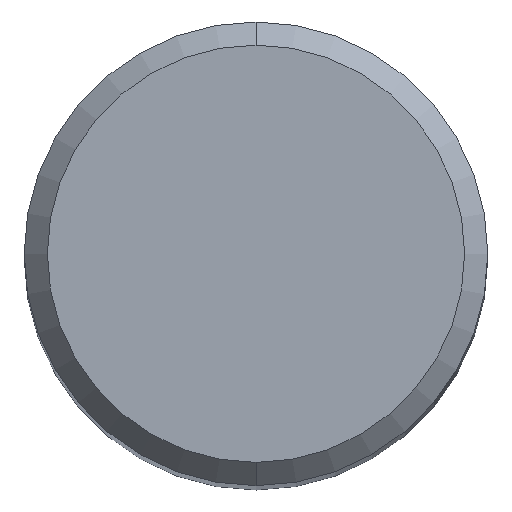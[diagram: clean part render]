
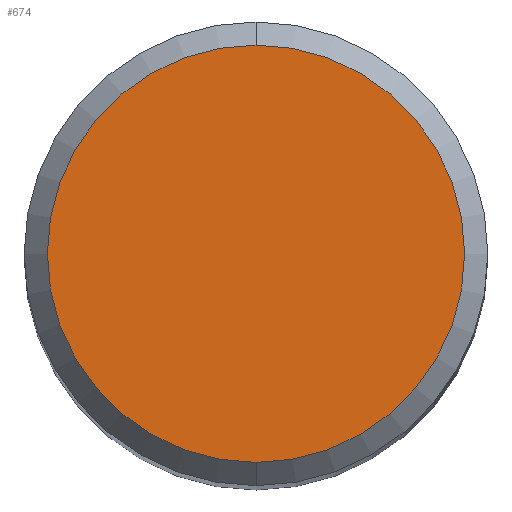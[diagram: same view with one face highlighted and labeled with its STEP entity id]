
A CAD part, top view. The second image highlights one B-rep face of the part: STEP entity #674.
In plain terms, the highlighted planar face has unit normal (0, 0, 1).
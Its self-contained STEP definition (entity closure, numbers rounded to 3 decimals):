
#396=VERTEX_POINT('',#986);
#398=EDGE_CURVE('',#740,#396,#988,.T.);
#674=ADVANCED_FACE('',(#1294),#1295,.T.);
#740=VERTEX_POINT('',#1367);
#798=EDGE_CURVE('',#396,#740,#1433,.T.);
#986=CARTESIAN_POINT('',(0.0,5.4,0.0));
#988=CIRCLE('',#1971,5.4);
#1294=FACE_OUTER_BOUND('',#5632,.T.);
#1295=PLANE('',#5633);
#1367=CARTESIAN_POINT('',(0.,-5.4,0.0));
#1433=CIRCLE('',#8520,5.4);
#1971=AXIS2_PLACEMENT_3D('',#8997,#8998,#8999);
#5632=EDGE_LOOP('',(#9363,#9364));
#5633=AXIS2_PLACEMENT_3D('',#9365,#9366,#9367);
#8520=AXIS2_PLACEMENT_3D('',#9515,#9516,#9517);
#8997=CARTESIAN_POINT('',(0.0,0.0,0.0));
#8998=DIRECTION('',(0.0,0.0,-1.0));
#8999=DIRECTION('',(0.0,1.0,0.0));
#9363=ORIENTED_EDGE('',*,*,#798,.F.);
#9364=ORIENTED_EDGE('',*,*,#398,.F.);
#9365=CARTESIAN_POINT('',(0.0,2.7,0.0));
#9366=DIRECTION('',(-0.0,0.0,1.0));
#9367=DIRECTION('',(0.0,-1.0,0.0));
#9515=CARTESIAN_POINT('',(0.0,0.0,0.0));
#9516=DIRECTION('',(0.0,0.0,-1.0));
#9517=DIRECTION('',(0.0,1.0,0.0));
